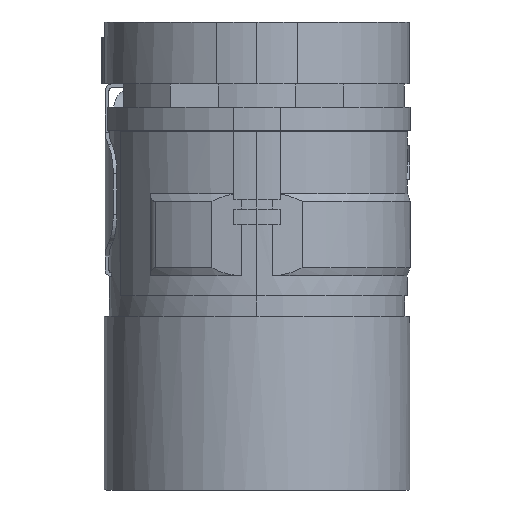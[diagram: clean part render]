
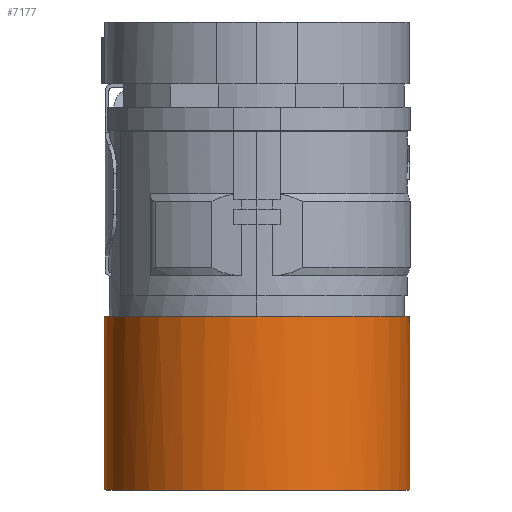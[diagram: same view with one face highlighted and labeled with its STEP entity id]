
A CAD part, left-side view. The second image highlights one B-rep face of the part: STEP entity #7177.
In plain terms, the highlighted cylindrical face has radius 9.85 mm (diameter 19.7 mm), a partial arc.
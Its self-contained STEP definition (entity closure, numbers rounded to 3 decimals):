
#7149=AXIS2_PLACEMENT_3D('Circle Axis2P3D',#7147,#7148,$) ;
#7169=AXIS2_PLACEMENT_3D('Cylinder Axis2P3D',#7166,#7167,#7168) ;
#1765=CARTESIAN_POINT('Vertex',(10.5,0.05,0.)) ;
#1767=CARTESIAN_POINT('Vertex',(10.5,19.75,0.)) ;
#1770=CARTESIAN_POINT('Line Origine',(10.5,19.75,30.2)) ;
#1774=CARTESIAN_POINT('Vertex',(10.5,19.75,11.2)) ;
#1781=CARTESIAN_POINT('Vertex',(10.5,0.05,11.2)) ;
#1784=CARTESIAN_POINT('Line Origine',(10.5,0.05,30.2)) ;
#6742=CARTESIAN_POINT('Control Point',(10.5,19.75,0.)) ;
#6743=CARTESIAN_POINT('Control Point',(9.578,19.75,0.)) ;
#6744=CARTESIAN_POINT('Control Point',(8.655,19.642,0.)) ;
#6745=CARTESIAN_POINT('Control Point',(7.749,19.426,0.)) ;
#6746=CARTESIAN_POINT('Control Point',(6.005,18.786,0.)) ;
#6747=CARTESIAN_POINT('Control Point',(4.457,17.761,0.)) ;
#6748=CARTESIAN_POINT('Control Point',(3.746,17.159,0.)) ;
#6749=CARTESIAN_POINT('Control Point',(2.479,15.801,0.)) ;
#6750=CARTESIAN_POINT('Control Point',(1.559,14.187,0.)) ;
#6751=CARTESIAN_POINT('Control Point',(1.197,13.329,0.)) ;
#6752=CARTESIAN_POINT('Control Point',(0.679,11.545,0.)) ;
#6753=CARTESIAN_POINT('Control Point',(0.587,9.69,0.)) ;
#6754=CARTESIAN_POINT('Control Point',(0.651,8.761,0.)) ;
#6755=CARTESIAN_POINT('Control Point',(0.994,6.935,0.)) ;
#6756=CARTESIAN_POINT('Control Point',(1.749,5.238,0.)) ;
#6757=CARTESIAN_POINT('Control Point',(2.225,4.438,0.)) ;
#6758=CARTESIAN_POINT('Control Point',(3.355,2.964,0.)) ;
#6759=CARTESIAN_POINT('Control Point',(4.795,1.79,0.)) ;
#6760=CARTESIAN_POINT('Control Point',(5.581,1.291,0.)) ;
#6761=CARTESIAN_POINT('Control Point',(7.011,0.603,0.)) ;
#6762=CARTESIAN_POINT('Control Point',(8.544,0.213,0.)) ;
#6763=CARTESIAN_POINT('Control Point',(9.192,0.104,0.)) ;
#6764=CARTESIAN_POINT('Control Point',(9.846,0.05,0.)) ;
#6765=CARTESIAN_POINT('Control Point',(10.5,0.05,0.)) ;
#7147=CARTESIAN_POINT('Axis2P3D Location',(10.5,9.9,11.2)) ;
#7166=CARTESIAN_POINT('Axis2P3D Location',(10.5,9.9,30.2)) ;
#1771=DIRECTION('Vector Direction',(0.,0.,1.)) ;
#1785=DIRECTION('Vector Direction',(0.,0.,1.)) ;
#7148=DIRECTION('Axis2P3D Direction',(-0.,0.,1.)) ;
#7167=DIRECTION('Axis2P3D Direction',(0.,-0.,1.)) ;
#7168=DIRECTION('Axis2P3D XDirection',(0.,1.,0.)) ;
#1772=VECTOR('Line Direction',#1771,1.) ;
#1786=VECTOR('Line Direction',#1785,1.) ;
#7172=ORIENTED_EDGE('',*,*,#1776,.F.) ;
#7173=ORIENTED_EDGE('',*,*,#6766,.T.) ;
#7174=ORIENTED_EDGE('',*,*,#1788,.T.) ;
#7175=ORIENTED_EDGE('',*,*,#7151,.F.) ;
#7177=ADVANCED_FACE('Hauptkoerper',(#7176),#7170,.T.) ;
#6741=B_SPLINE_CURVE_WITH_KNOTS('',5,(#6742,#6743,#6744,#6745,#6746,#6747,#6748,#6749,#6750,#6751,#6752,#6753,#6754,#6755,#6756,#6757,#6758,#6759,#6760,#6761,#6762,#6763,#6764,#6765),.UNSPECIFIED.,.F.,.U.,(6,3,3,3,3,3,3,6),(0.,6.537,13.074,19.612,26.149,32.686,39.223,43.857),.UNSPECIFIED.) ;
#7150=CIRCLE('generated circle',#7149,9.85) ;
#7170=CYLINDRICAL_SURFACE('generated cylinder',#7169,9.85) ;
#1776=EDGE_CURVE('',#1768,#1775,#1773,.T.) ;
#1788=EDGE_CURVE('',#1766,#1782,#1787,.T.) ;
#6766=EDGE_CURVE('',#1768,#1766,#6741,.T.) ;
#7151=EDGE_CURVE('',#1775,#1782,#7150,.T.) ;
#7171=EDGE_LOOP('',(#7172,#7173,#7174,#7175)) ;
#7176=FACE_OUTER_BOUND('',#7171,.T.) ;
#1773=LINE('Line',#1770,#1772) ;
#1787=LINE('Line',#1784,#1786) ;
#1766=VERTEX_POINT('',#1765) ;
#1768=VERTEX_POINT('',#1767) ;
#1775=VERTEX_POINT('',#1774) ;
#1782=VERTEX_POINT('',#1781) ;
